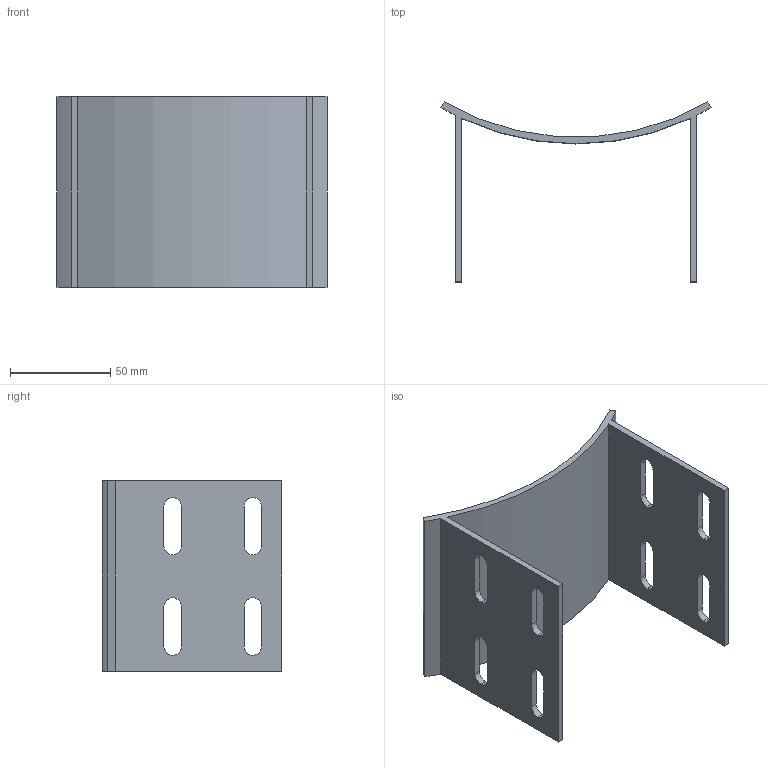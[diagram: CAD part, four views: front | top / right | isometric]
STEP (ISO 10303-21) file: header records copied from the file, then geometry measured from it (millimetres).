
FILE_DESCRIPTION (( 'STEP AP214' ), '1' );
FILE_NAME ('GMW5403_CoilBed.STEP', '2024-10-10T12:34:30', ( '' ), ( '' ), 'SwSTEP 2.0', 'SolidWorks 2022', '' );
FILE_SCHEMA (( 'AUTOMOTIVE_DESIGN' ));
Length unit declared in the file: millimetre
Products named in the file (1): GMW5403_CoilBed
Bounding box: 134.7 x 89.67 x 95 mm (x, y, z)
Volume: 86471.5 mm3; surface area: 58249.1 mm2
Topology: 1 solids, 1 shells, 54 faces, 156 edges, 104 vertices
Faces by surface type: cylinder 28, plane 26
Entity records: 1862 total; most frequent: DIRECTION 322, CARTESIAN_POINT 315, ORIENTED_EDGE 312, EDGE_CURVE 156, AXIS2_PLACEMENT_3D 111, VERTEX_POINT 104, LINE 100, VECTOR 100
